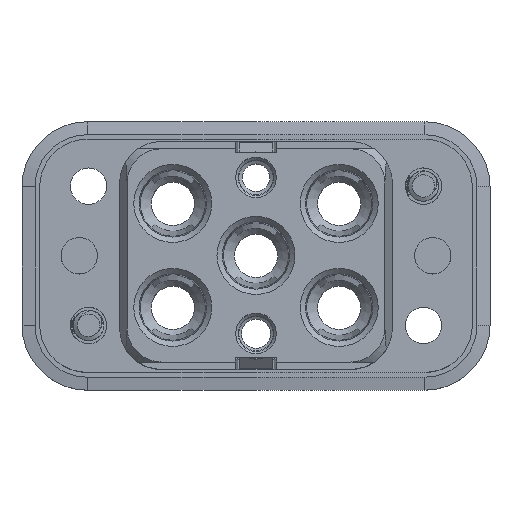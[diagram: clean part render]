
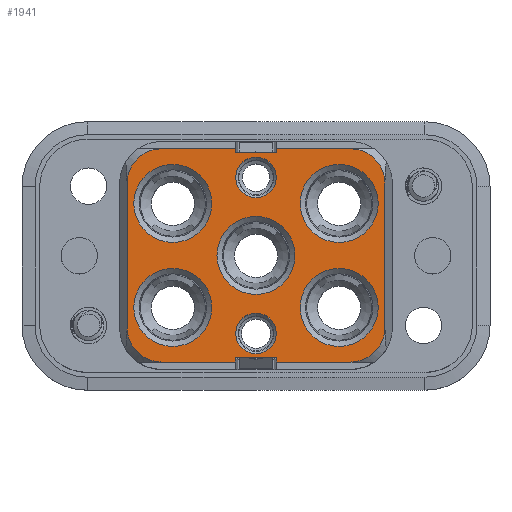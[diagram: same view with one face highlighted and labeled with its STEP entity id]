
A CAD part, top view. The second image highlights one B-rep face of the part: STEP entity #1941.
In plain terms, the highlighted planar face has unit normal (0, 0, 1).
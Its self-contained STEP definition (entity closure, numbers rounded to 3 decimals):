
#676=FACE_BOUND('',#4410,.T.);
#677=FACE_BOUND('',#4411,.T.);
#678=FACE_BOUND('',#4412,.T.);
#679=FACE_BOUND('',#4413,.T.);
#680=FACE_BOUND('',#4414,.T.);
#681=FACE_BOUND('',#4415,.T.);
#682=FACE_BOUND('',#4416,.T.);
#683=FACE_BOUND('',#4417,.T.);
#1941=ADVANCED_FACE('',(#676,#677,#678,#679,#680,#681,#682,#683),#2541,
 .F.);
#2541=PLANE('',#18593);
#4410=EDGE_LOOP('',(#9392));
#4411=EDGE_LOOP('',(#9393));
#4412=EDGE_LOOP('',(#9394));
#4413=EDGE_LOOP('',(#9395));
#4414=EDGE_LOOP('',(#9396));
#4415=EDGE_LOOP('',(#9397,#9398,#9399,#9400,#9401,#9402,#9403,#9404,#9405,
#9406,#9407,#9408,#9409,#9410,#9411,#9412));
#4416=EDGE_LOOP('',(#9413));
#4417=EDGE_LOOP('',(#9414));
#4791=CIRCLE('',#17774,1.95);
#4793=CIRCLE('',#17778,1.95);
#5053=CIRCLE('',#18584,3.75);
#5054=CIRCLE('',#18585,3.75);
#5055=CIRCLE('',#18586,3.75);
#5056=CIRCLE('',#18587,3.75);
#5057=CIRCLE('',#18588,3.75);
#5058=CIRCLE('',#18589,3.3);
#5059=CIRCLE('',#18590,3.3);
#5060=CIRCLE('',#18591,3.3);
#5061=CIRCLE('',#18592,3.3);
#9392=ORIENTED_EDGE('',*,*,#13885,.T.);
#9393=ORIENTED_EDGE('',*,*,#13886,.T.);
#9394=ORIENTED_EDGE('',*,*,#13887,.T.);
#9395=ORIENTED_EDGE('',*,*,#13888,.T.);
#9396=ORIENTED_EDGE('',*,*,#13889,.T.);
#9397=ORIENTED_EDGE('',*,*,#13890,.F.);
#9398=ORIENTED_EDGE('',*,*,#13891,.T.);
#9399=ORIENTED_EDGE('',*,*,#13892,.F.);
#9400=ORIENTED_EDGE('',*,*,#13642,.T.);
#9401=ORIENTED_EDGE('',*,*,#13893,.F.);
#9402=ORIENTED_EDGE('',*,*,#13650,.F.);
#9403=ORIENTED_EDGE('',*,*,#13894,.F.);
#9404=ORIENTED_EDGE('',*,*,#13895,.T.);
#9405=ORIENTED_EDGE('',*,*,#13896,.T.);
#9406=ORIENTED_EDGE('',*,*,#13897,.T.);
#9407=ORIENTED_EDGE('',*,*,#13898,.F.);
#9408=ORIENTED_EDGE('',*,*,#13691,.F.);
#9409=ORIENTED_EDGE('',*,*,#13899,.T.);
#9410=ORIENTED_EDGE('',*,*,#13685,.T.);
#9411=ORIENTED_EDGE('',*,*,#13900,.T.);
#9412=ORIENTED_EDGE('',*,*,#13901,.T.);
#9413=ORIENTED_EDGE('',*,*,#12307,.T.);
#9414=ORIENTED_EDGE('',*,*,#12301,.T.);
#10536=VERTEX_POINT('',#25214);
#10542=VERTEX_POINT('',#25228);
#11356=VERTEX_POINT('',#35738);
#11357=VERTEX_POINT('',#35740);
#11363=VERTEX_POINT('',#35754);
#11364=VERTEX_POINT('',#35756);
#11397=VERTEX_POINT('',#35828);
#11398=VERTEX_POINT('',#35830);
#11402=VERTEX_POINT('',#35840);
#11403=VERTEX_POINT('',#35842);
#11519=VERTEX_POINT('',#38057);
#11520=VERTEX_POINT('',#38059);
#11521=VERTEX_POINT('',#38061);
#11522=VERTEX_POINT('',#38063);
#11523=VERTEX_POINT('',#38065);
#11524=VERTEX_POINT('',#38067);
#11525=VERTEX_POINT('',#38068);
#11526=VERTEX_POINT('',#38070);
#11527=VERTEX_POINT('',#38074);
#11528=VERTEX_POINT('',#38076);
#11529=VERTEX_POINT('',#38078);
#11530=VERTEX_POINT('',#38080);
#11531=VERTEX_POINT('',#38084);
#12301=EDGE_CURVE('',#10536,#10536,#4791,.T.);
#12307=EDGE_CURVE('',#10542,#10542,#4793,.T.);
#13642=EDGE_CURVE('',#11357,#11356,#15347,.T.);
#13650=EDGE_CURVE('',#11363,#11364,#15355,.T.);
#13685=EDGE_CURVE('',#11398,#11397,#15374,.T.);
#13691=EDGE_CURVE('',#11402,#11403,#15380,.T.);
#13885=EDGE_CURVE('',#11519,#11519,#5053,.T.);
#13886=EDGE_CURVE('',#11520,#11520,#5054,.T.);
#13887=EDGE_CURVE('',#11521,#11521,#5055,.T.);
#13888=EDGE_CURVE('',#11522,#11522,#5056,.T.);
#13889=EDGE_CURVE('',#11523,#11523,#5057,.T.);
#13890=EDGE_CURVE('',#11524,#11525,#15515,.T.);
#13891=EDGE_CURVE('',#11524,#11526,#5058,.T.);
#13892=EDGE_CURVE('',#11357,#11526,#15516,.T.);
#13893=EDGE_CURVE('',#11364,#11356,#15517,.T.);
#13894=EDGE_CURVE('',#11527,#11363,#15518,.T.);
#13895=EDGE_CURVE('',#11527,#11528,#5059,.T.);
#13896=EDGE_CURVE('',#11528,#11529,#15519,.T.);
#13897=EDGE_CURVE('',#11529,#11530,#5060,.T.);
#13898=EDGE_CURVE('',#11403,#11530,#15520,.T.);
#13899=EDGE_CURVE('',#11402,#11398,#15521,.T.);
#13900=EDGE_CURVE('',#11397,#11531,#15522,.T.);
#13901=EDGE_CURVE('',#11531,#11525,#5061,.T.);
#15347=LINE('',#35739,#17029);
#15355=LINE('',#35755,#17037);
#15374=LINE('',#35829,#17056);
#15380=LINE('',#35841,#17062);
#15515=LINE('',#38066,#17197);
#15516=LINE('',#38071,#17198);
#15517=LINE('',#38072,#17199);
#15518=LINE('',#38073,#17200);
#15519=LINE('',#38077,#17201);
#15520=LINE('',#38081,#17202);
#15521=LINE('',#38082,#17203);
#15522=LINE('',#38083,#17204);
#17029=VECTOR('',#22338,1.);
#17037=VECTOR('',#22348,1.);
#17056=VECTOR('',#22409,1.);
#17062=VECTOR('',#22417,1.);
#17197=VECTOR('',#22730,1.);
#17198=VECTOR('',#22733,1.);
#17199=VECTOR('',#22734,1.);
#17200=VECTOR('',#22735,1.);
#17201=VECTOR('',#22738,1.);
#17202=VECTOR('',#22741,1.);
#17203=VECTOR('',#22742,1.);
#17204=VECTOR('',#22743,1.);
#17774=AXIS2_PLACEMENT_3D('',#25213,#19916,#19917);
#17778=AXIS2_PLACEMENT_3D('',#25227,#19928,#19929);
#18584=AXIS2_PLACEMENT_3D('',#38056,#22720,#22721);
#18585=AXIS2_PLACEMENT_3D('',#38058,#22722,#22723);
#18586=AXIS2_PLACEMENT_3D('',#38060,#22724,#22725);
#18587=AXIS2_PLACEMENT_3D('',#38062,#22726,#22727);
#18588=AXIS2_PLACEMENT_3D('',#38064,#22728,#22729);
#18589=AXIS2_PLACEMENT_3D('',#38069,#22731,#22732);
#18590=AXIS2_PLACEMENT_3D('',#38075,#22736,#22737);
#18591=AXIS2_PLACEMENT_3D('',#38079,#22739,#22740);
#18592=AXIS2_PLACEMENT_3D('',#38085,#22744,#22745);
#18593=AXIS2_PLACEMENT_3D('',#38086,#22746,#22747);
#19916=DIRECTION('',(0.,0.,-1.));
#19917=DIRECTION('',(1.,0.,0.));
#19928=DIRECTION('',(0.,0.,-1.));
#19929=DIRECTION('',(1.,0.,0.));
#22338=DIRECTION('',(0.,1.,0.));
#22348=DIRECTION('',(0.,1.,0.));
#22409=DIRECTION('',(0.,1.,0.));
#22417=DIRECTION('',(0.,1.,0.));
#22720=DIRECTION('',(0.,0.,-1.));
#22721=DIRECTION('',(1.,0.,0.));
#22722=DIRECTION('',(0.,0.,-1.));
#22723=DIRECTION('',(1.,0.,0.));
#22724=DIRECTION('',(0.,0.,-1.));
#22725=DIRECTION('',(1.,0.,0.));
#22726=DIRECTION('',(0.,0.,-1.));
#22727=DIRECTION('',(1.,0.,0.));
#22728=DIRECTION('',(0.,0.,-1.));
#22729=DIRECTION('',(1.,0.,0.));
#22730=DIRECTION('',(0.,1.,0.));
#22731=DIRECTION('',(0.,0.,1.));
#22732=DIRECTION('',(-1.,0.,0.));
#22733=DIRECTION('',(-1.,0.,0.));
#22734=DIRECTION('',(-1.,0.,0.));
#22735=DIRECTION('',(-1.,0.,0.));
#22736=DIRECTION('',(0.,0.,1.));
#22737=DIRECTION('',(-1.,0.,0.));
#22738=DIRECTION('',(0.,1.,0.));
#22739=DIRECTION('',(0.,0.,1.));
#22740=DIRECTION('',(-1.,0.,0.));
#22741=DIRECTION('',(1.,0.,0.));
#22742=DIRECTION('',(-1.,0.,0.));
#22743=DIRECTION('',(-1.,0.,0.));
#22744=DIRECTION('',(0.,0.,1.));
#22745=DIRECTION('',(-1.,0.,0.));
#22746=DIRECTION('',(0.,0.,-1.));
#22747=DIRECTION('',(-1.,0.,0.));
#25213=CARTESIAN_POINT('',(0.,7.5,21.1));
#25214=CARTESIAN_POINT('',(1.95,7.5,21.1));
#25227=CARTESIAN_POINT('',(0.,-7.5,21.1));
#25228=CARTESIAN_POINT('',(1.95,-7.5,21.1));
#35738=CARTESIAN_POINT('',(-2.,-9.85,21.1));
#35739=CARTESIAN_POINT('',(-2.,-52.55,21.1));
#35740=CARTESIAN_POINT('',(-2.,-10.25,21.1));
#35754=CARTESIAN_POINT('',(2.,-10.25,21.1));
#35755=CARTESIAN_POINT('',(2.,-52.55,21.1));
#35756=CARTESIAN_POINT('',(2.,-9.85,21.1));
#35828=CARTESIAN_POINT('',(-2.,10.25,21.1));
#35829=CARTESIAN_POINT('',(-2.,-52.55,21.1));
#35830=CARTESIAN_POINT('',(-2.,9.85,21.1));
#35840=CARTESIAN_POINT('',(2.,9.85,21.1));
#35841=CARTESIAN_POINT('',(2.,-52.55,21.1));
#35842=CARTESIAN_POINT('',(2.,10.25,21.1));
#38056=CARTESIAN_POINT('',(0.,0.,
21.1));
#38057=CARTESIAN_POINT('',(3.75,0.,21.1));
#38058=CARTESIAN_POINT('',(8.,-5.,21.1));
#38059=CARTESIAN_POINT('',(11.75,-5.,21.1));
#38060=CARTESIAN_POINT('',(8.,5.,21.1));
#38061=CARTESIAN_POINT('',(11.75,5.,21.1));
#38062=CARTESIAN_POINT('',(-8.,-5.,21.1));
#38063=CARTESIAN_POINT('',(-4.25,-5.,21.1));
#38064=CARTESIAN_POINT('',(-8.,5.,21.1));
#38065=CARTESIAN_POINT('',(-4.25,5.,21.1));
#38066=CARTESIAN_POINT('',(-12.4,-52.55,21.1));
#38067=CARTESIAN_POINT('',(-12.4,-6.95,21.1));
#38068=CARTESIAN_POINT('',(-12.4,6.95,21.1));
#38069=CARTESIAN_POINT('',(-9.1,-6.95,21.1));
#38070=CARTESIAN_POINT('',(-9.1,-10.25,21.1));
#38071=CARTESIAN_POINT('',(-12.4,-10.25,21.1));
#38072=CARTESIAN_POINT('',(-12.4,-9.85,21.1));
#38073=CARTESIAN_POINT('',(-12.4,-10.25,21.1));
#38074=CARTESIAN_POINT('',(9.1,-10.25,21.1));
#38075=CARTESIAN_POINT('',(9.1,-6.95,21.1));
#38076=CARTESIAN_POINT('',(12.4,-6.95,21.1));
#38077=CARTESIAN_POINT('',(12.4,-52.55,21.1));
#38078=CARTESIAN_POINT('',(12.4,6.95,21.1));
#38079=CARTESIAN_POINT('',(9.1,6.95,21.1));
#38080=CARTESIAN_POINT('',(9.1,10.25,21.1));
#38081=CARTESIAN_POINT('',(-12.4,10.25,21.1));
#38082=CARTESIAN_POINT('',(-12.4,9.85,21.1));
#38083=CARTESIAN_POINT('',(-12.4,10.25,21.1));
#38084=CARTESIAN_POINT('',(-9.1,10.25,21.1));
#38085=CARTESIAN_POINT('',(-9.1,6.95,21.1));
#38086=CARTESIAN_POINT('',(-12.4,-52.55,21.1));
